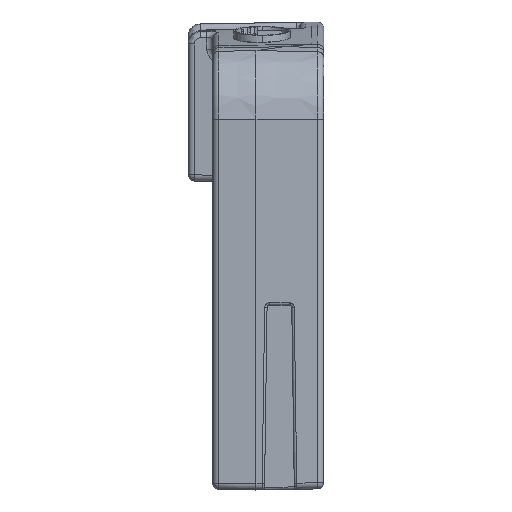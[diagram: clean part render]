
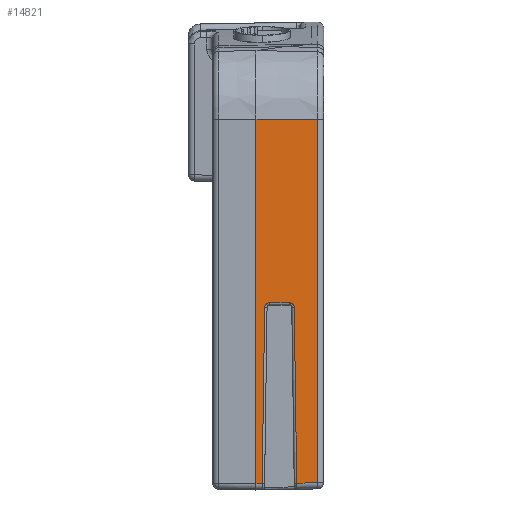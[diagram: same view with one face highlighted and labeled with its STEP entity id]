
A CAD part, left-side view. The second image highlights one B-rep face of the part: STEP entity #14821.
In plain terms, the highlighted planar face has unit normal (-1, -0.018, 0).
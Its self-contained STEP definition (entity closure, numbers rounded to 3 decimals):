
#2157=DIRECTION('',(-0.017,1.,-0.017));
#2158=VECTOR('',#2157,0.501);
#2159=CARTESIAN_POINT('',(-24.741,5.999,
-37.491));
#2160=LINE('',#2159,#2158);
#2164=DIRECTION('',(0.,0.,-1.));
#2165=VECTOR('',#2164,29.611);
#2166=CARTESIAN_POINT('',(-24.75,6.5,-7.889));
#2167=LINE('',#2166,#2165);
#2171=DIRECTION('',(-0.017,1.,0.));
#2172=VECTOR('',#2171,5.009);
#2173=CARTESIAN_POINT('',(-24.663,1.491,
-7.889));
#2174=LINE('',#2173,#2172);
#2178=DIRECTION('',(0.,0.,-1.));
#2179=VECTOR('',#2178,29.524);
#2180=CARTESIAN_POINT('',(-24.663,1.491,
-7.889));
#2181=LINE('',#2180,#2179);
#2185=DIRECTION('',(-0.017,1.,-0.017));
#2186=VECTOR('',#2185,1.704);
#2187=CARTESIAN_POINT('',(-24.663,1.491,
-37.413));
#2188=LINE('',#2187,#2186);
#2192=DIRECTION('',(0.,-0.014,-1.));
#2193=VECTOR('',#2192,14.249);
#2194=CARTESIAN_POINT('',(-24.696,3.394,
-23.194));
#2195=LINE('',#2194,#2193);
#2199=CARTESIAN_POINT('',(-24.703,3.794,-22.8));
#2200=CARTESIAN_POINT('',(-24.702,3.775,
-22.8));
#2201=CARTESIAN_POINT('',(-24.702,3.738,
-22.803));
#2202=CARTESIAN_POINT('',(-24.701,3.688,
-22.813));
#2203=CARTESIAN_POINT('',(-24.7,3.64,
-22.829));
#2204=CARTESIAN_POINT('',(-24.699,3.595,
-22.852));
#2205=CARTESIAN_POINT('',(-24.699,3.551,
-22.881));
#2206=CARTESIAN_POINT('',(-24.698,3.51,
-22.916));
#2207=CARTESIAN_POINT('',(-24.697,3.473,
-22.959));
#2208=CARTESIAN_POINT('',(-24.697,3.442,
-23.007));
#2209=CARTESIAN_POINT('',(-24.696,3.417,
-23.061));
#2210=CARTESIAN_POINT('',(-24.696,3.399,
-23.122));
#2211=CARTESIAN_POINT('',(-24.696,3.394,
-23.169));
#2212=CARTESIAN_POINT('',(-24.696,3.394,
-23.194));
#2217=DIRECTION('',(0.017,-1.,0.));
#2218=VECTOR('',#2217,1.606);
#2219=CARTESIAN_POINT('',(-24.731,5.399,-22.8));
#2220=LINE('',#2219,#2218);
#2224=CARTESIAN_POINT('',(-24.738,5.799,
-23.194));
#2225=CARTESIAN_POINT('',(-24.738,5.799,
-23.178));
#2226=CARTESIAN_POINT('',(-24.738,5.796,
-23.144));
#2227=CARTESIAN_POINT('',(-24.738,5.786,
-23.095));
#2228=CARTESIAN_POINT('',(-24.737,5.77,
-23.046));
#2229=CARTESIAN_POINT('',(-24.737,5.746,
-22.998));
#2230=CARTESIAN_POINT('',(-24.736,5.715,
-22.952));
#2231=CARTESIAN_POINT('',(-24.736,5.676,
-22.909));
#2232=CARTESIAN_POINT('',(-24.735,5.631,
-22.872));
#2233=CARTESIAN_POINT('',(-24.734,5.58,
-22.842));
#2234=CARTESIAN_POINT('',(-24.733,5.527,
-22.819));
#2235=CARTESIAN_POINT('',(-24.732,5.468,
-22.804));
#2236=CARTESIAN_POINT('',(-24.731,5.423,
-22.8));
#2237=CARTESIAN_POINT('',(-24.731,5.399,-22.8));
#2242=DIRECTION('',(0.,-0.014,1.));
#2243=VECTOR('',#2242,14.298);
#2244=CARTESIAN_POINT('',(-24.741,5.999,
-37.491));
#2245=LINE('',#2244,#2243);
#11591=CARTESIAN_POINT('',(-24.75,6.5,-7.889));
#11593=VERTEX_POINT('',#11591);
#11808=CARTESIAN_POINT('',(-24.663,1.491,
-7.889));
#11810=VERTEX_POINT('',#11808);
#12119=VERTEX_POINT('',#2199);
#12120=VERTEX_POINT('',#2212);
#12123=CARTESIAN_POINT('',(-24.731,5.399,-22.8));
#12124=VERTEX_POINT('',#12123);
#12127=VERTEX_POINT('',#2224);
#12209=CARTESIAN_POINT('',(-24.741,5.999,
-37.491));
#12210=CARTESIAN_POINT('',(-24.75,6.5,-37.5));
#12211=VERTEX_POINT('',#12209);
#12212=VERTEX_POINT('',#12210);
#12241=CARTESIAN_POINT('',(-24.663,1.491,
-37.413));
#12242=CARTESIAN_POINT('',(-24.692,3.195,
-37.442));
#12243=VERTEX_POINT('',#12241);
#12244=VERTEX_POINT('',#12242);
#14797=CARTESIAN_POINT('',(-24.75,6.5,-7.889));
#14798=DIRECTION('',(-1.,-0.017,0.));
#14799=DIRECTION('',(0.,0.,-1.));
#14800=AXIS2_PLACEMENT_3D('',#14797,#14798,#14799);
#14801=PLANE('',#14800);
#14802=ORIENTED_EDGE('',*,*,#13950,.T.);
#14804=ORIENTED_EDGE('',*,*,#14803,.F.);
#14805=ORIENTED_EDGE('',*,*,#14789,.F.);
#14806=ORIENTED_EDGE('',*,*,#13885,.T.);
#14808=ORIENTED_EDGE('',*,*,#14807,.T.);
#14810=ORIENTED_EDGE('',*,*,#14809,.F.);
#14812=ORIENTED_EDGE('',*,*,#14811,.F.);
#14814=ORIENTED_EDGE('',*,*,#14813,.F.);
#14816=ORIENTED_EDGE('',*,*,#14815,.F.);
#14818=ORIENTED_EDGE('',*,*,#14817,.F.);
#14819=EDGE_LOOP('',(#14802,#14804,#14805,#14806,#14808,#14810,#14812,#14814,
#14816,#14818));
#14820=FACE_OUTER_BOUND('',#14819,.F.);
#14821=ADVANCED_FACE('',(#14820),#14801,.T.);
#2213=B_SPLINE_CURVE_WITH_KNOTS('',3,(#2199,#2200,#2201,#2202,#2203,#2204,#2205,
#2206,#2207,#2208,#2209,#2210,#2211,#2212),.UNSPECIFIED.,.F.,.F.,(4,1,1,1,1,1,1,
1,1,1,1,4),(0.,0.091,0.182,0.273,
0.364,0.455,0.545,0.636,
0.727,0.818,0.909,1.),.UNSPECIFIED.);
#2238=B_SPLINE_CURVE_WITH_KNOTS('',3,(#2224,#2225,#2226,#2227,#2228,#2229,#2230,
#2231,#2232,#2233,#2234,#2235,#2236,#2237),.UNSPECIFIED.,.F.,.F.,(4,1,1,1,1,1,1,
1,1,1,1,4),(0.,0.091,0.182,0.273,
0.364,0.455,0.545,0.636,
0.727,0.818,0.909,1.),.UNSPECIFIED.);
#13885=EDGE_CURVE('',#11810,#12243,#2181,.T.);
#13950=EDGE_CURVE('',#12211,#12212,#2160,.T.);
#14789=EDGE_CURVE('',#11810,#11593,#2174,.T.);
#14803=EDGE_CURVE('',#11593,#12212,#2167,.T.);
#14807=EDGE_CURVE('',#12243,#12244,#2188,.T.);
#14809=EDGE_CURVE('',#12120,#12244,#2195,.T.);
#14811=EDGE_CURVE('',#12119,#12120,#2213,.T.);
#14813=EDGE_CURVE('',#12124,#12119,#2220,.T.);
#14815=EDGE_CURVE('',#12127,#12124,#2238,.T.);
#14817=EDGE_CURVE('',#12211,#12127,#2245,.T.);
